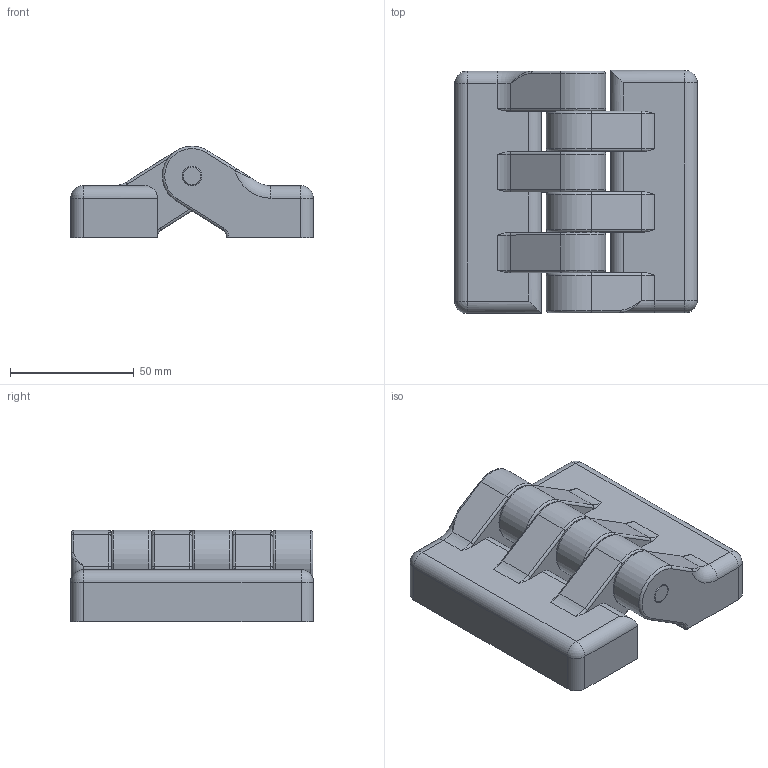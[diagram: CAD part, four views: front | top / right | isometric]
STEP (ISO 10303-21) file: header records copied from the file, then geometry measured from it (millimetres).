
FILE_DESCRIPTION( ( 'Unknown' ), '1' );
FILE_NAME( '6388130_C98B_M10.stp', 'Unknown', ( 'Unknown' ), ( 'Unknown' ), 'PSStep 14.0', 'Unknown', ' ' );
FILE_SCHEMA( ( 'AUTOMOTIVE_DESIGN { 1 0 10303 214 1 1 1 1 }' ) );
Length unit declared in the file: millimetre
Products named in the file (1): 6388130
Bounding box: 98 x 98.2 x 36.99 mm (x, y, z)
Volume: 162744.5 mm3; surface area: 56892.5 mm2
Topology: 1 solids, 1 shells, 300 faces, 769 edges, 485 vertices
Faces by surface type: plane 156, cylinder 96, torus 36, cone 6, sphere 4, bspline 2
Full cylindrical faces by diameter (mm): 8 x4, 8.376 x4, 13 x4
Entity records: 11680 total; most frequent: CARTESIAN_POINT 2007, DIRECTION 1550, ORIENTED_EDGE 1466, EDGE_CURVE 733, AXIS2_PLACEMENT_3D 542, VERTEX_POINT 473, LINE 466, VECTOR 466
